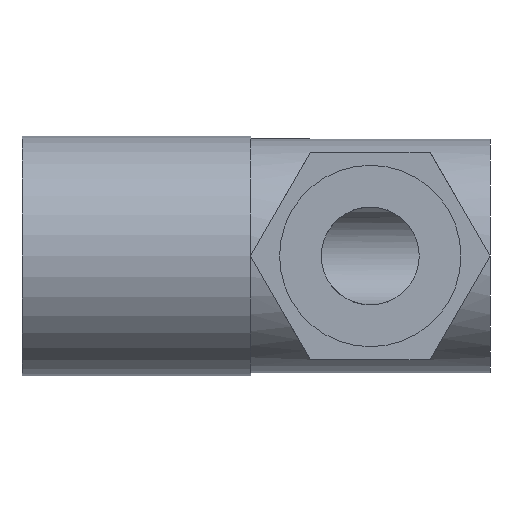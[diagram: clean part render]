
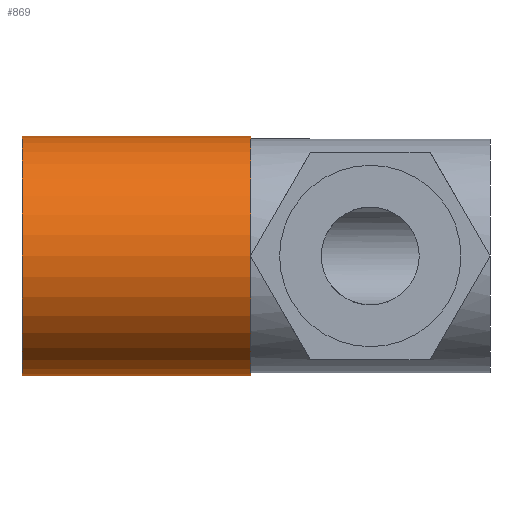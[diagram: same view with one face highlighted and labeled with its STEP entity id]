
A CAD part, front view. The second image highlights one B-rep face of the part: STEP entity #869.
In plain terms, the highlighted cylindrical face has radius 11 mm (diameter 22 mm), a partial arc.
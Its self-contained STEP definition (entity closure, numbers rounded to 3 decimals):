
#44 = EDGE_CURVE ( 'NONE', #4228, #8032, #2786, .T. ) ;
#255 = CARTESIAN_POINT ( 'NONE',  ( 0., 0., 11. ) ) ;
#298 = VECTOR ( 'NONE', #5288, 1000. ) ;
#706 = AXIS2_PLACEMENT_3D ( 'NONE', #3131, #6786, #3752 ) ;
#869 = ADVANCED_FACE ( 'NONE', ( #4922 ), #4194, .T. ) ;
#1163 = ORIENTED_EDGE ( 'NONE', *, *, #3535, .F. ) ;
#1314 = EDGE_CURVE ( 'NONE', #2482, #4552, #3548, .T. ) ;
#1637 = AXIS2_PLACEMENT_3D ( 'NONE', #4441, #7069, #2498 ) ;
#1718 = EDGE_LOOP ( 'NONE', ( #7059, #3936, #7584, #1163 ) ) ;
#2482 = VERTEX_POINT ( 'NONE', #7187 ) ;
#2498 = DIRECTION ( 'NONE',  ( 0., 0., 1. ) ) ;
#2688 = CIRCLE ( 'NONE', #1637, 11. ) ;
#2786 = LINE ( 'NONE', #7754, #298 ) ;
#3075 = DIRECTION ( 'NONE',  ( -1., 0., 0. ) ) ;
#3131 = CARTESIAN_POINT ( 'NONE',  ( 21., 0., 0. ) ) ;
#3227 = EDGE_CURVE ( 'NONE', #2482, #4228, #6489, .T. ) ;
#3459 = AXIS2_PLACEMENT_3D ( 'NONE', #7423, #3075, #8078 ) ;
#3535 = EDGE_CURVE ( 'NONE', #4552, #8032, #2688, .T. ) ;
#3548 = LINE ( 'NONE', #7854, #4903 ) ;
#3752 = DIRECTION ( 'NONE',  ( 0., 0., 1. ) ) ;
#3936 = ORIENTED_EDGE ( 'NONE', *, *, #3227, .T. ) ;
#4194 = CYLINDRICAL_SURFACE ( 'NONE', #3459, 11. ) ;
#4228 = VERTEX_POINT ( 'NONE', #7549 ) ;
#4441 = CARTESIAN_POINT ( 'NONE',  ( 0., 0., 0. ) ) ;
#4552 = VERTEX_POINT ( 'NONE', #7079 ) ;
#4903 = VECTOR ( 'NONE', #6040, 1000. ) ;
#4922 = FACE_OUTER_BOUND ( 'NONE', #1718, .T. ) ;
#5288 = DIRECTION ( 'NONE',  ( -1., 0., 0. ) ) ;
#6040 = DIRECTION ( 'NONE',  ( -1., 0., 0. ) ) ;
#6489 = CIRCLE ( 'NONE', #706, 11. ) ;
#6786 = DIRECTION ( 'NONE',  ( -1., 0., 0. ) ) ;
#7059 = ORIENTED_EDGE ( 'NONE', *, *, #1314, .F. ) ;
#7069 = DIRECTION ( 'NONE',  ( -1., 0., 0. ) ) ;
#7079 = CARTESIAN_POINT ( 'NONE',  ( 0., 0., -11. ) ) ;
#7187 = CARTESIAN_POINT ( 'NONE',  ( 21., 0., -11. ) ) ;
#7423 = CARTESIAN_POINT ( 'NONE',  ( 0., 0., 0. ) ) ;
#7549 = CARTESIAN_POINT ( 'NONE',  ( 21., 0., 11. ) ) ;
#7584 = ORIENTED_EDGE ( 'NONE', *, *, #44, .T. ) ;
#7754 = CARTESIAN_POINT ( 'NONE',  ( 0., 0., 11. ) ) ;
#7854 = CARTESIAN_POINT ( 'NONE',  ( 0., 0., -11. ) ) ;
#8032 = VERTEX_POINT ( 'NONE', #255 ) ;
#8078 = DIRECTION ( 'NONE',  ( 0., 0., 1. ) ) ;
